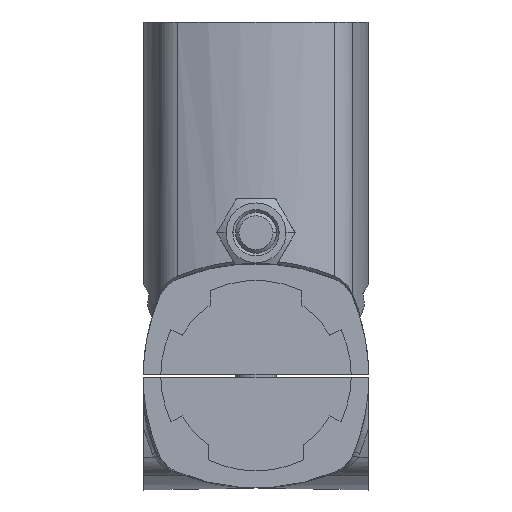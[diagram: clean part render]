
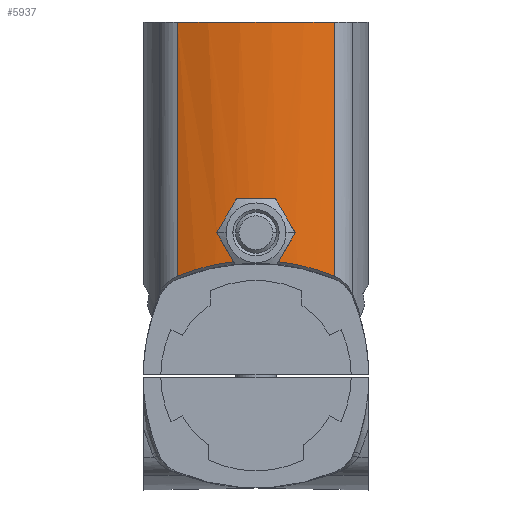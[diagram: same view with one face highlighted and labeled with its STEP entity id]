
A CAD part, front view. The second image highlights one B-rep face of the part: STEP entity #5937.
In plain terms, the highlighted cylindrical face has radius 30 mm (diameter 60 mm), a partial arc.
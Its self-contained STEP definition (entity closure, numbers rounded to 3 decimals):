
#117=ELLIPSE('',#6439,42.426,30.);
#118=ELLIPSE('',#6440,60.,30.);
#119=ELLIPSE('',#6441,60.,30.);
#120=ELLIPSE('',#6443,60.,30.);
#121=ELLIPSE('',#6444,60.,30.);
#122=ELLIPSE('',#6445,42.426,30.);
#418=CYLINDRICAL_SURFACE('',#6438,30.);
#643=FACE_OUTER_BOUND('',#995,.T.);
#995=EDGE_LOOP('',(#4734,#4735,#4736,#4737,#4738,#4739,#4740,#4741,#4742,
#4743));
#1311=CIRCLE('',#6410,30.);
#1324=CIRCLE('',#6442,30.);
#1663=LINE('',#10493,#2113);
#1664=LINE('',#10509,#2114);
#2113=VECTOR('',#7622,37.365);
#2114=VECTOR('',#7639,37.365);
#2602=VERTEX_POINT('',#10402);
#2603=VERTEX_POINT('',#10404);
#2629=VERTEX_POINT('',#10491);
#2630=VERTEX_POINT('',#10495);
#2631=VERTEX_POINT('',#10497);
#2632=VERTEX_POINT('',#10499);
#2633=VERTEX_POINT('',#10501);
#2634=VERTEX_POINT('',#10503);
#2635=VERTEX_POINT('',#10505);
#2636=VERTEX_POINT('',#10507);
#3339=EDGE_CURVE('',#2603,#2602,#1311,.T.);
#3379=EDGE_CURVE('',#2629,#2602,#1663,.T.);
#3380=EDGE_CURVE('',#2630,#2629,#117,.T.);
#3381=EDGE_CURVE('',#2630,#2631,#118,.T.);
#3382=EDGE_CURVE('',#2632,#2631,#119,.T.);
#3383=EDGE_CURVE('',#2633,#2632,#1324,.T.);
#3384=EDGE_CURVE('',#2634,#2633,#120,.T.);
#3385=EDGE_CURVE('',#2634,#2635,#121,.T.);
#3386=EDGE_CURVE('',#2636,#2635,#122,.T.);
#3387=EDGE_CURVE('',#2603,#2636,#1664,.T.);
#4734=ORIENTED_EDGE('',*,*,#3380,.F.);
#4735=ORIENTED_EDGE('',*,*,#3381,.T.);
#4736=ORIENTED_EDGE('',*,*,#3382,.F.);
#4737=ORIENTED_EDGE('',*,*,#3383,.F.);
#4738=ORIENTED_EDGE('',*,*,#3384,.F.);
#4739=ORIENTED_EDGE('',*,*,#3385,.T.);
#4740=ORIENTED_EDGE('',*,*,#3386,.F.);
#4741=ORIENTED_EDGE('',*,*,#3387,.F.);
#4742=ORIENTED_EDGE('',*,*,#3339,.T.);
#4743=ORIENTED_EDGE('',*,*,#3379,.F.);
#5937=ADVANCED_FACE('',(#643),#418,.T.);
#6410=AXIS2_PLACEMENT_3D('',#10405,#7544,#7545);
#6438=AXIS2_PLACEMENT_3D('',#10494,#7623,#7624);
#6439=AXIS2_PLACEMENT_3D('',#10496,#7625,#7626);
#6440=AXIS2_PLACEMENT_3D('',#10498,#7627,#7628);
#6441=AXIS2_PLACEMENT_3D('',#10500,#7629,#7630);
#6442=AXIS2_PLACEMENT_3D('',#10502,#7631,#7632);
#6443=AXIS2_PLACEMENT_3D('',#10504,#7633,#7634);
#6444=AXIS2_PLACEMENT_3D('',#10506,#7635,#7636);
#6445=AXIS2_PLACEMENT_3D('',#10508,#7637,#7638);
#7544=DIRECTION('center_axis',(0.,0.,-1.));
#7545=DIRECTION('ref_axis',(0.384,-0.923,0.));
#7622=DIRECTION('',(0.,0.,1.));
#7623=DIRECTION('center_axis',(0.,0.,-1.));
#7624=DIRECTION('ref_axis',(1.,0.,0.));
#7625=DIRECTION('center_axis',(0.,-0.707,-0.707));
#7626=DIRECTION('ref_axis',(0.,0.707,-0.707));
#7627=DIRECTION('center_axis',(-0.866,0.,-0.5));
#7628=DIRECTION('ref_axis',(0.5,0.,-0.866));
#7629=DIRECTION('center_axis',(0.866,0.,-0.5));
#7630=DIRECTION('ref_axis',(0.5,0.,0.866));
#7631=DIRECTION('center_axis',(0.,0.,-1.));
#7632=DIRECTION('ref_axis',(0.096,-0.995,0.));
#7633=DIRECTION('center_axis',(-0.866,0.,-0.5));
#7634=DIRECTION('ref_axis',(-0.5,0.,0.866));
#7635=DIRECTION('center_axis',(0.866,0.,-0.5));
#7636=DIRECTION('ref_axis',(-0.5,0.,-0.866));
#7637=DIRECTION('center_axis',(0.,-0.707,-0.707));
#7638=DIRECTION('ref_axis',(0.,0.707,-0.707));
#7639=DIRECTION('',(0.,0.,-1.));
#10402=CARTESIAN_POINT('',(-11.527,-14.197,52.));
#10404=CARTESIAN_POINT('',(11.527,-14.197,52.));
#10405=CARTESIAN_POINT('Origin',(0.,13.5,52.));
#10491=CARTESIAN_POINT('',(-11.527,-14.197,14.635));
#10493=CARTESIAN_POINT('',(-11.527,-14.197,14.635));
#10494=CARTESIAN_POINT('Origin',(0.,13.5,52.));
#10495=CARTESIAN_POINT('',(-3.322,-16.316,16.754));
#10496=CARTESIAN_POINT('Origin',(0.,13.5,-13.062));
#10497=CARTESIAN_POINT('',(-5.774,-15.939,21.));
#10498=CARTESIAN_POINT('Origin',(0.,13.5,11.));
#10499=CARTESIAN_POINT('',(-2.887,-16.361,26.));
#10500=CARTESIAN_POINT('Origin',(0.,13.5,31.));
#10501=CARTESIAN_POINT('',(2.887,-16.361,26.));
#10502=CARTESIAN_POINT('Origin',(0.,13.5,26.));
#10503=CARTESIAN_POINT('',(5.774,-15.939,21.));
#10504=CARTESIAN_POINT('Origin',(0.,13.5,31.));
#10505=CARTESIAN_POINT('',(3.322,-16.316,16.754));
#10506=CARTESIAN_POINT('Origin',(0.,13.5,11.));
#10507=CARTESIAN_POINT('',(11.527,-14.197,14.635));
#10508=CARTESIAN_POINT('Origin',(0.,13.5,-13.062));
#10509=CARTESIAN_POINT('',(11.527,-14.197,52.));
